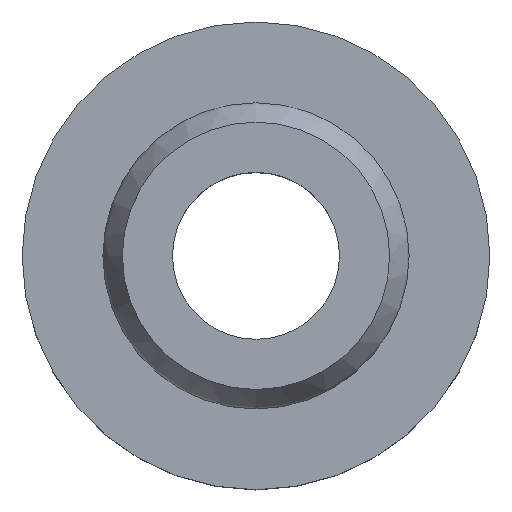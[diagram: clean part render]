
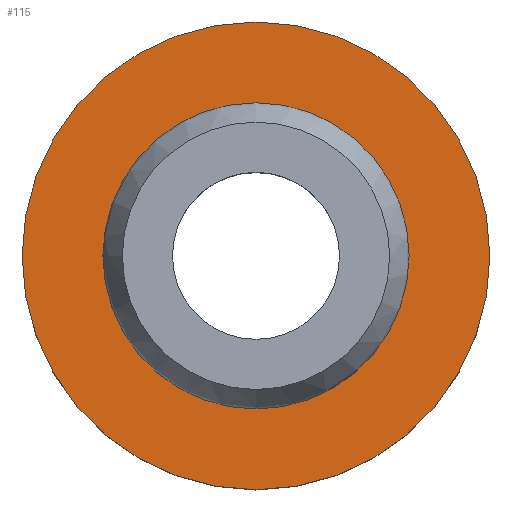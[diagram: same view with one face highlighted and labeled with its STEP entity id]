
A CAD part, top view. The second image highlights one B-rep face of the part: STEP entity #115.
In plain terms, the highlighted planar face has unit normal (0, 0, 1).
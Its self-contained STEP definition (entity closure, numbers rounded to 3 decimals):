
#31=FACE_BOUND('',#48,.T.);
#37=FACE_OUTER_BOUND('',#47,.T.);
#47=EDGE_LOOP('',(#95));
#48=EDGE_LOOP('',(#96));
#58=CIRCLE('',#145,7.);
#59=CIRCLE('',#146,4.583);
#67=VERTEX_POINT('',#215);
#68=VERTEX_POINT('',#217);
#77=EDGE_CURVE('',#67,#67,#58,.T.);
#78=EDGE_CURVE('',#68,#68,#59,.T.);
#95=ORIENTED_EDGE('',*,*,#77,.T.);
#96=ORIENTED_EDGE('',*,*,#78,.F.);
#109=PLANE('',#144);
#115=ADVANCED_FACE('',(#37,#31),#109,.F.);
#144=AXIS2_PLACEMENT_3D('',#214,#177,#178);
#145=AXIS2_PLACEMENT_3D('',#216,#179,#180);
#146=AXIS2_PLACEMENT_3D('',#218,#181,#182);
#177=DIRECTION('center_axis',(0.,0.,-1.));
#178=DIRECTION('ref_axis',(-1.,0.,0.));
#179=DIRECTION('center_axis',(0.,0.,1.));
#180=DIRECTION('ref_axis',(1.,0.,0.));
#181=DIRECTION('center_axis',(0.,0.,1.));
#182=DIRECTION('ref_axis',(1.,0.,0.));
#214=CARTESIAN_POINT('Origin',(7.,0.,2.));
#215=CARTESIAN_POINT('',(-7.,0.,2.));
#216=CARTESIAN_POINT('Origin',(0.,0.,2.));
#217=CARTESIAN_POINT('',(-4.583,0.,2.));
#218=CARTESIAN_POINT('Origin',(0.,0.,2.));
